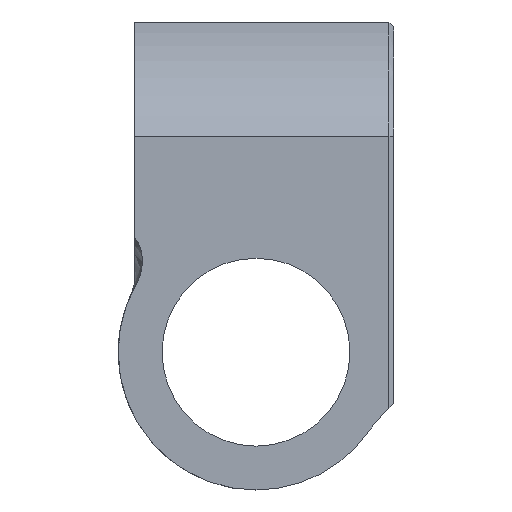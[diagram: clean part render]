
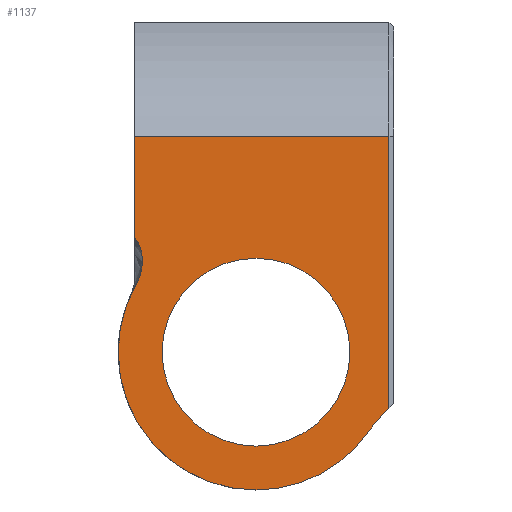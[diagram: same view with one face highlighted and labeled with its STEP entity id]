
A CAD part, front view. The second image highlights one B-rep face of the part: STEP entity #1137.
In plain terms, the highlighted planar face has unit normal (0, -1, 0).
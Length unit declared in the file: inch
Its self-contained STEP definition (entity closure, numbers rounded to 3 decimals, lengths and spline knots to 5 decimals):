
#29 = CARTESIAN_POINT ( 'NONE',  ( 2.28744, 2.16977, -1.14976 ) ) ;
#74 = CARTESIAN_POINT ( 'NONE',  ( 2.28403, 2.16978, -1.1416 ) ) ;
#288 = VECTOR ( 'NONE', #1635, 39.37008 ) ;
#319 = DIRECTION ( 'NONE',  ( 0., 0., -1. ) ) ;
#355 = VERTEX_POINT ( 'NONE', #8700 ) ;
#362 = DIRECTION ( 'NONE',  ( 0., 0., -1. ) ) ;
#442 = CIRCLE ( 'NONE', #5120, 0.28959 ) ;
#611 = EDGE_CURVE ( 'NONE', #5545, #4619, #6078, .T. ) ;
#686 = FACE_OUTER_BOUND ( 'NONE', #7721, .T. ) ;
#716 = CARTESIAN_POINT ( 'NONE',  ( 3.055, 2.16978, -1.64758 ) ) ;
#765 = CARTESIAN_POINT ( 'NONE',  ( 2.29062, 2.1698, -1.16037 ) ) ;
#1137 = ADVANCED_FACE ( 'NONE', ( #686, #1189 ), #3979, .F. ) ;
#1189 = FACE_BOUND ( 'NONE', #1295, .T. ) ;
#1233 = CARTESIAN_POINT ( 'NONE',  ( 2.28986, 2.16979, -1.15757 ) ) ;
#1295 = EDGE_LOOP ( 'NONE', ( #7866, #5671 ) ) ;
#1326 = CARTESIAN_POINT ( 'NONE',  ( 7.41554, 2.16978, -1.19509 ) ) ;
#1501 = VERTEX_POINT ( 'NONE', #716 ) ;
#1505 = CIRCLE ( 'NONE', #4285, 0.425 ) ;
#1511 = DIRECTION ( 'NONE',  ( 0., 0., -1. ) ) ;
#1530 = CARTESIAN_POINT ( 'NONE',  ( 3.055, 2.16978, -1.19509 ) ) ;
#1635 = DIRECTION ( 'NONE',  ( -1., 0., 0. ) ) ;
#1673 = CARTESIAN_POINT ( 'NONE',  ( 2.27142, 2.16978, -1.12188 ) ) ;
#1979 = ORIENTED_EDGE ( 'NONE', *, *, #5162, .T. ) ;
#2030 = VECTOR ( 'NONE', #319, 39.37008 ) ;
#2085 = CARTESIAN_POINT ( 'NONE',  ( 2.28499, 2.16978, -1.14373 ) ) ;
#2175 = CARTESIAN_POINT ( 'NONE',  ( 2.28257, 2.16978, -1.13861 ) ) ;
#2214 = LINE ( 'NONE', #1530, #3499 ) ;
#2391 = ORIENTED_EDGE ( 'NONE', *, *, #2428, .F. ) ;
#2393 = AXIS2_PLACEMENT_3D ( 'NONE', #1326, #3467, #3423 ) ;
#2428 = EDGE_CURVE ( 'NONE', #8576, #2672, #1505, .T. ) ;
#2672 = VERTEX_POINT ( 'NONE', #5214 ) ;
#2715 = DIRECTION ( 'NONE',  ( 0., 1., 0. ) ) ;
#2776 = CARTESIAN_POINT ( 'NONE',  ( 2.29176, 2.1698, -1.16519 ) ) ;
#2864 = CARTESIAN_POINT ( 'NONE',  ( 2.28354, 2.16978, -1.14055 ) ) ;
#2876 = CARTESIAN_POINT ( 'NONE',  ( 2.28246, 2.16978, -1.25302 ) ) ;
#2947 = DIRECTION ( 'NONE',  ( 0., 1., 0. ) ) ;
#2969 = CARTESIAN_POINT ( 'NONE',  ( 2.27647, 2.16978, -1.26343 ) ) ;
#3292 = EDGE_CURVE ( 'NONE', #4862, #3312, #7791, .T. ) ;
#3299 = DIRECTION ( 'NONE',  ( 0., 0., -1. ) ) ;
#3312 = VERTEX_POINT ( 'NONE', #8913 ) ;
#3339 = AXIS2_PLACEMENT_3D ( 'NONE', #3394, #2715, #3299 ) ;
#3394 = CARTESIAN_POINT ( 'NONE',  ( 3.31943, 2.16978, -1.93926 ) ) ;
#3423 = DIRECTION ( 'NONE',  ( 1., 0., 0. ) ) ;
#3467 = DIRECTION ( 'NONE',  ( 0., 1., 0. ) ) ;
#3499 = VECTOR ( 'NONE', #7070, 39.37008 ) ;
#3548 = CARTESIAN_POINT ( 'NONE',  ( 2.2897, 2.16979, -1.15701 ) ) ;
#3643 = ORIENTED_EDGE ( 'NONE', *, *, #4275, .T. ) ;
#3700 = DIRECTION ( 'NONE',  ( 0., 1., 0. ) ) ;
#3830 = AXIS2_PLACEMENT_3D ( 'NONE', #5390, #4705, #5945 ) ;
#3905 = CARTESIAN_POINT ( 'NONE',  ( 3.055, 2.16978, -0.80862 ) ) ;
#3979 = PLANE ( 'NONE',  #2393 ) ;
#4023 = CARTESIAN_POINT ( 'NONE',  ( 2.2901, 2.16979, -1.15842 ) ) ;
#4105 = CARTESIAN_POINT ( 'NONE',  ( 2.99511, 2.16978, -1.71607 ) ) ;
#4241 = CARTESIAN_POINT ( 'NONE',  ( 2.29467, 2.16974, -1.18636 ) ) ;
#4275 = EDGE_CURVE ( 'NONE', #8576, #1501, #8324, .T. ) ;
#4285 = AXIS2_PLACEMENT_3D ( 'NONE', #7787, #3700, #1511 ) ;
#4286 = VERTEX_POINT ( 'NONE', #8936 ) ;
#4369 = ORIENTED_EDGE ( 'NONE', *, *, #7934, .F. ) ;
#4419 = EDGE_CURVE ( 'NONE', #355, #4619, #5174, .T. ) ;
#4421 = CARTESIAN_POINT ( 'NONE',  ( 2.645, 2.16978, -1.47513 ) ) ;
#4619 = VERTEX_POINT ( 'NONE', #7688 ) ;
#4662 = CARTESIAN_POINT ( 'NONE',  ( 2.29372, 2.16975, -1.17669 ) ) ;
#4705 = DIRECTION ( 'NONE',  ( 0., -1., 0. ) ) ;
#4709 = CARTESIAN_POINT ( 'NONE',  ( 2.29468, 2.16978, -1.19509 ) ) ;
#4862 = VERTEX_POINT ( 'NONE', #7884 ) ;
#4876 = CARTESIAN_POINT ( 'NONE',  ( 2.28271, 2.16978, -1.13887 ) ) ;
#4970 = CARTESIAN_POINT ( 'NONE',  ( 2.27908, 2.16978, -1.13178 ) ) ;
#5120 = AXIS2_PLACEMENT_3D ( 'NONE', #8006, #6718, #362 ) ;
#5162 = EDGE_CURVE ( 'NONE', #5545, #4286, #7345, .T. ) ;
#5174 = LINE ( 'NONE', #6331, #2030 ) ;
#5214 = CARTESIAN_POINT ( 'NONE',  ( 2.645, 2.16978, -1.90013 ) ) ;
#5243 = CARTESIAN_POINT ( 'NONE',  ( 2.67071, 2.16978, -0.80862 ) ) ;
#5390 = CARTESIAN_POINT ( 'NONE',  ( 2.645, 2.16978, -1.47513 ) ) ;
#5545 = VERTEX_POINT ( 'NONE', #8404 ) ;
#5583 = VERTEX_POINT ( 'NONE', #3905 ) ;
#5671 = ORIENTED_EDGE ( 'NONE', *, *, #3292, .F. ) ;
#5731 = DIRECTION ( 'NONE',  ( 0., 0., -1. ) ) ;
#5830 = CARTESIAN_POINT ( 'NONE',  ( 2.2753, 2.16978, -1.12632 ) ) ;
#5906 = EDGE_CURVE ( 'NONE', #1501, #5583, #2214, .T. ) ;
#5945 = DIRECTION ( 'NONE',  ( 0., 0., -1. ) ) ;
#6078 = B_SPLINE_CURVE_WITH_KNOTS ( 'NONE', 3,
 ( #4709, #7676, #4241, #4662, #6773, #6988, #2776, #7503, #765, #4023, #1233, #3548, #6347, #6816, #29, #8919, #2085, #74, #2864, #8448, #4876, #2175, #4970, #5830, #1673 ),
 .UNSPECIFIED., .F., .F.,
 ( 4, 2, 2, 2, 1, 1, 2, 2, 2, 2, 1, 2, 2, 4 ),
 ( 0., 0.25, 0.375, 0.4375, 0.46875, 0.48438, 0.49219, 0.5, 0.625, 0.6875, 0.71875, 0.73438, 0.75, 1. ),
 .UNSPECIFIED. ) ;
#6128 = CARTESIAN_POINT ( 'NONE',  ( 2.29456, 2.16978, -1.207 ) ) ;
#6264 = EDGE_CURVE ( 'NONE', #3312, #4862, #442, .T. ) ;
#6331 = CARTESIAN_POINT ( 'NONE',  ( 2.27142, 2.16978, -1.19509 ) ) ;
#6347 = CARTESIAN_POINT ( 'NONE',  ( 2.2896, 2.16979, -1.15665 ) ) ;
#6458 = ORIENTED_EDGE ( 'NONE', *, *, #5906, .T. ) ;
#6496 = CARTESIAN_POINT ( 'NONE',  ( 2.28689, 2.16978, -1.242 ) ) ;
#6568 = AXIS2_PLACEMENT_3D ( 'NONE', #4421, #2947, #5731 ) ;
#6616 = LINE ( 'NONE', #5243, #288 ) ;
#6718 = DIRECTION ( 'NONE',  ( 0., -1., 0. ) ) ;
#6773 = CARTESIAN_POINT ( 'NONE',  ( 2.29325, 2.16977, -1.17311 ) ) ;
#6816 = CARTESIAN_POINT ( 'NONE',  ( 2.28856, 2.16976, -1.15301 ) ) ;
#6988 = CARTESIAN_POINT ( 'NONE',  ( 2.29218, 2.16979, -1.16724 ) ) ;
#7070 = DIRECTION ( 'NONE',  ( 0., 0., 1. ) ) ;
#7345 = B_SPLINE_CURVE_WITH_KNOTS ( 'NONE', 3,
 ( #8192, #6128, #8923, #6496, #2876, #2969 ),
 .UNSPECIFIED., .F., .F.,
 ( 4, 2, 4 ),
 ( 0.00199, 0.00289, 0.0038 ),
 .UNSPECIFIED. ) ;
#7503 = CARTESIAN_POINT ( 'NONE',  ( 2.29101, 2.1698, -1.162 ) ) ;
#7676 = CARTESIAN_POINT ( 'NONE',  ( 2.29471, 2.16978, -1.1914 ) ) ;
#7688 = CARTESIAN_POINT ( 'NONE',  ( 2.27142, 2.16978, -1.12188 ) ) ;
#7721 = EDGE_LOOP ( 'NONE', ( #3643, #6458, #8251, #7765, #8118, #1979, #4369, #2391 ) ) ;
#7765 = ORIENTED_EDGE ( 'NONE', *, *, #4419, .T. ) ;
#7787 = CARTESIAN_POINT ( 'NONE',  ( 2.645, 2.16978, -1.47513 ) ) ;
#7791 = CIRCLE ( 'NONE', #3830, 0.28959 ) ;
#7866 = ORIENTED_EDGE ( 'NONE', *, *, #6264, .F. ) ;
#7884 = CARTESIAN_POINT ( 'NONE',  ( 2.645, 2.16978, -1.18554 ) ) ;
#7934 = EDGE_CURVE ( 'NONE', #2672, #4286, #8902, .T. ) ;
#8006 = CARTESIAN_POINT ( 'NONE',  ( 2.645, 2.16978, -1.47513 ) ) ;
#8118 = ORIENTED_EDGE ( 'NONE', *, *, #611, .F. ) ;
#8192 = CARTESIAN_POINT ( 'NONE',  ( 2.29468, 2.16978, -1.19509 ) ) ;
#8251 = ORIENTED_EDGE ( 'NONE', *, *, #8882, .T. ) ;
#8324 = CIRCLE ( 'NONE', #3339, 0.3937 ) ;
#8404 = CARTESIAN_POINT ( 'NONE',  ( 2.29468, 2.16978, -1.19509 ) ) ;
#8448 = CARTESIAN_POINT ( 'NONE',  ( 2.28304, 2.16978, -1.13954 ) ) ;
#8576 = VERTEX_POINT ( 'NONE', #4105 ) ;
#8700 = CARTESIAN_POINT ( 'NONE',  ( 2.27142, 2.16978, -0.80862 ) ) ;
#8882 = EDGE_CURVE ( 'NONE', #5583, #355, #6616, .T. ) ;
#8902 = CIRCLE ( 'NONE', #6568, 0.425 ) ;
#8913 = CARTESIAN_POINT ( 'NONE',  ( 2.645, 2.16978, -1.76471 ) ) ;
#8919 = CARTESIAN_POINT ( 'NONE',  ( 2.28562, 2.16977, -1.1452 ) ) ;
#8923 = CARTESIAN_POINT ( 'NONE',  ( 2.29298, 2.16978, -1.21892 ) ) ;
#8936 = CARTESIAN_POINT ( 'NONE',  ( 2.27647, 2.16978, -1.26343 ) ) ;
